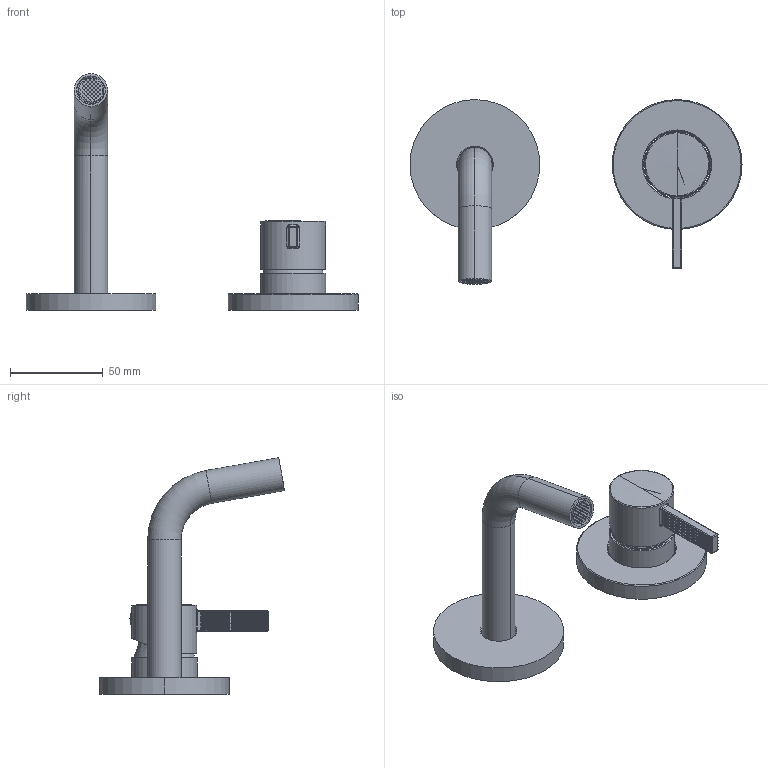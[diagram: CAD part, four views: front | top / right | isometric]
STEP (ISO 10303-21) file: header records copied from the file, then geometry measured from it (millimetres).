
FILE_DESCRIPTION((''),'2;1');
FILE_NAME('FOX104CR70','2025-03-18T14:43:30',('simone.bertoli'),('PAFFONI SpA'),'CREO PARAMETRIC BY PTC INC, 2022124','CREO PARAMETRIC BY PTC INC, 2022124','');
FILE_SCHEMA(('CONFIG_CONTROL_DESIGN','SHAPE_APPEARANCE_LAYERS_GROUPS'));
Products named in the file (1): FOX104CR70
Bounding box: 179 x 99.78 x 127.58 mm (x, y, z)
Volume: 86496.1 mm3; surface area: 66540.2 mm2
Topology: 4 solids, 4 shells, 1112 faces, 2894 edges, 1785 vertices
Faces by surface type: cylinder 570, plane 261, torus 102, bspline 90, cone 67, sphere 22
Entity records: 55838 total; most frequent: CARTESIAN_POINT 20822, ORIENTED_EDGE 5768, DIRECTION 5584, EDGE_CURVE 2884, AXIS2_PLACEMENT_3D 2240, VERTEX_POINT 1785, EDGE_LOOP 1379, CIRCLE 1218
